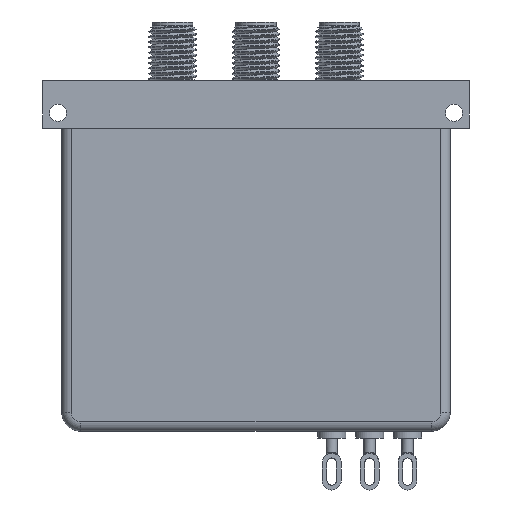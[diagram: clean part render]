
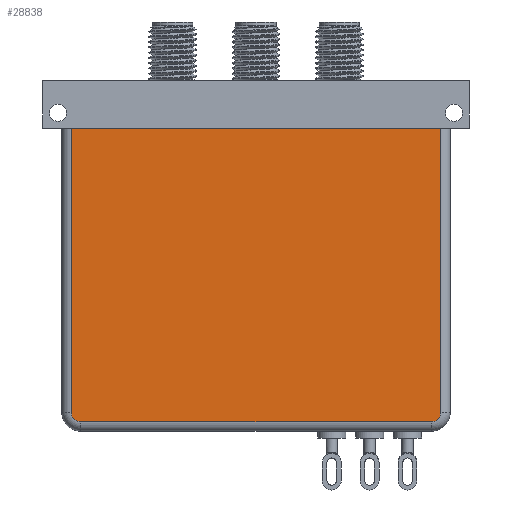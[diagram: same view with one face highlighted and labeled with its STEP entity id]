
A CAD part, front view. The second image highlights one B-rep face of the part: STEP entity #28838.
In plain terms, the highlighted planar face has unit normal (0, -1, 0).
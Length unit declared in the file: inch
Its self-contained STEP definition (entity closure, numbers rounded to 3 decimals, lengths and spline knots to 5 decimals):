
#92 = VERTEX_POINT ( 'NONE', #6996 ) ;
#381 = CIRCLE ( 'NONE', #23545, 0.05 ) ;
#714 = CARTESIAN_POINT ( 'NONE',  ( 0.925, -0.28, -0.875 ) ) ;
#1309 = CARTESIAN_POINT ( 'NONE',  ( 0.925, -0.28, -0.875 ) ) ;
#2111 = CARTESIAN_POINT ( 'NONE',  ( -0.925, -0.28, -0.825 ) ) ;
#3264 = EDGE_CURVE ( 'NONE', #18246, #33134, #3352, .T. ) ;
#3352 = LINE ( 'NONE', #16254, #26649 ) ;
#3569 = ORIENTED_EDGE ( 'NONE', *, *, #11088, .T. ) ;
#4634 = DIRECTION ( 'NONE',  ( 0., -1., 0. ) ) ;
#5321 = VECTOR ( 'NONE', #11597, 39.37008 ) ;
#5500 = EDGE_CURVE ( 'NONE', #9266, #92, #381, .T. ) ;
#5909 = ORIENTED_EDGE ( 'NONE', *, *, #31674, .T. ) ;
#5963 = ORIENTED_EDGE ( 'NONE', *, *, #29354, .T. ) ;
#6996 = CARTESIAN_POINT ( 'NONE',  ( 0.975, -0.28, -0.825 ) ) ;
#7065 = DIRECTION ( 'NONE',  ( 1., 0., 0. ) ) ;
#7438 = PLANE ( 'NONE',  #20638 ) ;
#7716 = FACE_OUTER_BOUND ( 'NONE', #20196, .T. ) ;
#7859 = DIRECTION ( 'NONE',  ( 0., 0., -1. ) ) ;
#7897 = CARTESIAN_POINT ( 'NONE',  ( 0.975, -0.28, 0.675 ) ) ;
#8689 = CARTESIAN_POINT ( 'NONE',  ( -0.925, -0.28, -0.875 ) ) ;
#9266 = VERTEX_POINT ( 'NONE', #1309 ) ;
#9618 = DIRECTION ( 'NONE',  ( 0., 0., -1. ) ) ;
#9663 = AXIS2_PLACEMENT_3D ( 'NONE', #2111, #26293, #7859 ) ;
#10449 = CARTESIAN_POINT ( 'NONE',  ( 0.925, -0.28, -0.825 ) ) ;
#10672 = ORIENTED_EDGE ( 'NONE', *, *, #5500, .T. ) ;
#11088 = EDGE_CURVE ( 'NONE', #17631, #9266, #23065, .T. ) ;
#11597 = DIRECTION ( 'NONE',  ( 0., 0., 1. ) ) ;
#13919 = DIRECTION ( 'NONE',  ( 0., 0., -1. ) ) ;
#15020 = VECTOR ( 'NONE', #19842, 39.37008 ) ;
#16254 = CARTESIAN_POINT ( 'NONE',  ( -0.975, -0.28, -0.825 ) ) ;
#17631 = VERTEX_POINT ( 'NONE', #8689 ) ;
#18246 = VERTEX_POINT ( 'NONE', #37628 ) ;
#19521 = CARTESIAN_POINT ( 'NONE',  ( 0., -0.28, 0. ) ) ;
#19842 = DIRECTION ( 'NONE',  ( 1., 0., 0. ) ) ;
#20196 = EDGE_LOOP ( 'NONE', ( #23518, #37301, #5909, #3569, #10672, #5963 ) ) ;
#20638 = AXIS2_PLACEMENT_3D ( 'NONE', #19521, #4634, #35112 ) ;
#23065 = LINE ( 'NONE', #714, #15020 ) ;
#23518 = ORIENTED_EDGE ( 'NONE', *, *, #29116, .F. ) ;
#23545 = AXIS2_PLACEMENT_3D ( 'NONE', #10449, #25838, #13919 ) ;
#23639 = CARTESIAN_POINT ( 'NONE',  ( 0.975, -0.28, 0.675 ) ) ;
#25626 = CARTESIAN_POINT ( 'NONE',  ( 0., -0.28, 0.675 ) ) ;
#25838 = DIRECTION ( 'NONE',  ( 0., -1., 0. ) ) ;
#26293 = DIRECTION ( 'NONE',  ( 0., -1., 0. ) ) ;
#26649 = VECTOR ( 'NONE', #9618, 39.37008 ) ;
#28838 = ADVANCED_FACE ( 'NONE', ( #7716 ), #7438, .T. ) ;
#29116 = EDGE_CURVE ( 'NONE', #18246, #36202, #29588, .T. ) ;
#29354 = EDGE_CURVE ( 'NONE', #92, #36202, #34825, .T. ) ;
#29428 = CIRCLE ( 'NONE', #9663, 0.05 ) ;
#29588 = LINE ( 'NONE', #25626, #32454 ) ;
#31674 = EDGE_CURVE ( 'NONE', #33134, #17631, #29428, .T. ) ;
#32454 = VECTOR ( 'NONE', #7065, 39.37008 ) ;
#33134 = VERTEX_POINT ( 'NONE', #38899 ) ;
#34825 = LINE ( 'NONE', #23639, #5321 ) ;
#35112 = DIRECTION ( 'NONE',  ( 0., 0., -1. ) ) ;
#36202 = VERTEX_POINT ( 'NONE', #7897 ) ;
#37301 = ORIENTED_EDGE ( 'NONE', *, *, #3264, .T. ) ;
#37628 = CARTESIAN_POINT ( 'NONE',  ( -0.975, -0.28, 0.675 ) ) ;
#38899 = CARTESIAN_POINT ( 'NONE',  ( -0.975, -0.28, -0.825 ) ) ;
